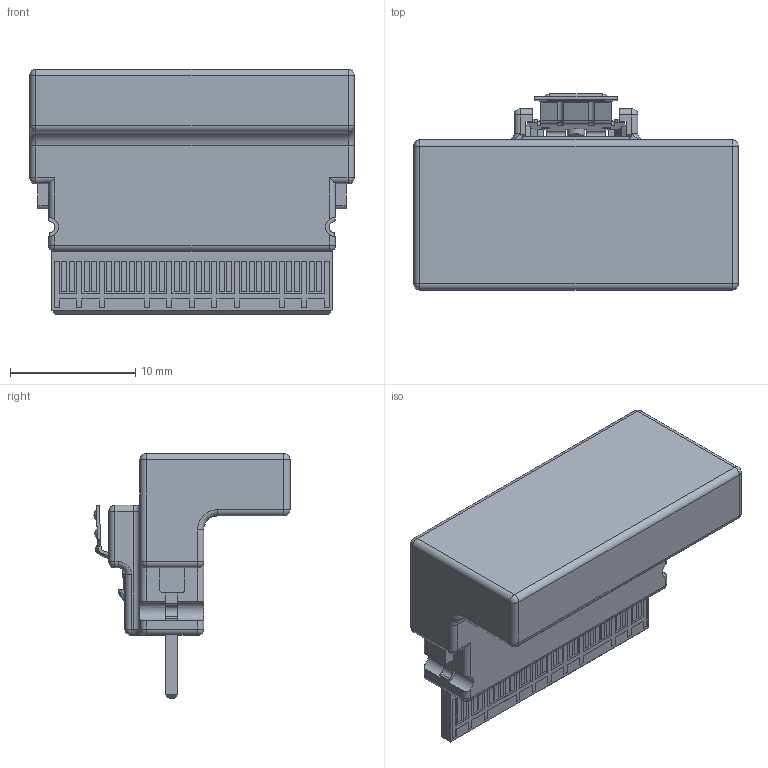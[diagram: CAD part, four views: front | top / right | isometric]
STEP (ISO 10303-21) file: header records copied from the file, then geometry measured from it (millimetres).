
FILE_DESCRIPTION((''),'2;1');
FILE_NAME('8I_RA_ASM','2021-02-19T',('t01543'),(''),'PRO/ENGINEER BY PARAMETRIC TECHNOLOGY CORPORATION, 2010160','PRO/ENGINEER BY PARAMETRIC TECHNOLOGY CORPORATION, 2010160','');
FILE_SCHEMA(('CONFIG_CONTROL_DESIGN'));
Length unit declared in the file: millimetre
Products named in the file (2): S-72814_72815-02XXX-001; 8I_RA_ASM
Assembly tree (1 placements, depth 2):
  8I_RA_ASM
    S-72814_72815-02XXX-001
Bounding box: 25.95 x 15.68 x 19.6 mm (x, y, z)
Volume: 2922.5 mm3; surface area: 2044.6 mm2
Topology: 1 solids, 1 shells, 838 faces, 2272 edges, 1445 vertices
Faces by surface type: plane 622, cylinder 148, sphere 44, bspline 12, torus 10, cone 2
Entity records: 27161 total; most frequent: CARTESIAN_POINT 6104, ORIENTED_EDGE 4458, DIRECTION 4168, EDGE_CURVE 2229, VECTOR 1826, LINE 1826, VERTEX_POINT 1445, AXIS2_PLACEMENT_3D 1171
